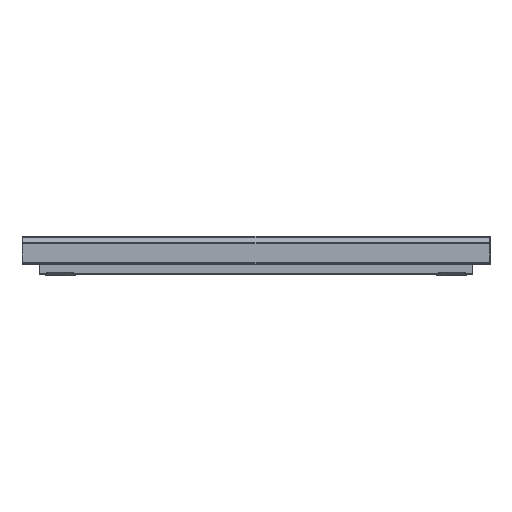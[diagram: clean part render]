
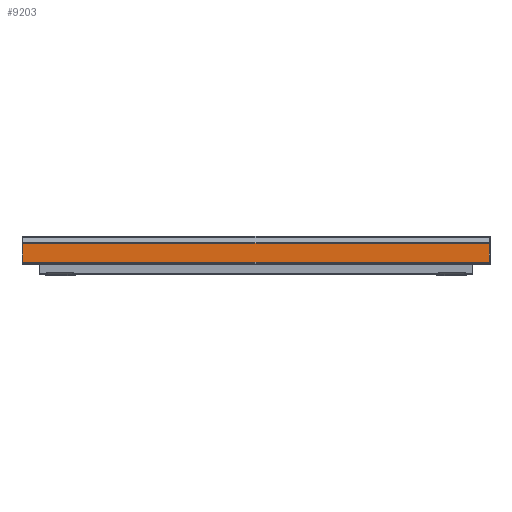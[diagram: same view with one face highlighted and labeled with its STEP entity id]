
A CAD part, top view. The second image highlights one B-rep face of the part: STEP entity #9203.
In plain terms, the highlighted planar face has unit normal (0, 0, 1).
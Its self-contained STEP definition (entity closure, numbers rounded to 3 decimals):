
#976 = AXIS2_PLACEMENT_3D ( 'NONE', #6573, #5400, #9947 ) ;
#1323 = EDGE_CURVE ( 'NONE', #13128, #7357, #14431, .T. ) ;
#2028 = DIRECTION ( 'NONE',  ( 1., 0., 0. ) ) ;
#2111 = LINE ( 'NONE', #12851, #10056 ) ;
#3454 = CARTESIAN_POINT ( 'NONE',  ( 627.5, -19.054, 543. ) ) ;
#4000 = CARTESIAN_POINT ( 'NONE',  ( -627.5, -19.054, 543. ) ) ;
#4173 = CARTESIAN_POINT ( 'NONE',  ( -627.5, -69.906, 543. ) ) ;
#4367 = CARTESIAN_POINT ( 'NONE',  ( 627.5, -19.054, 543. ) ) ;
#5000 = VECTOR ( 'NONE', #9684, 1000. ) ;
#5400 = DIRECTION ( 'NONE',  ( 0., 0., 1. ) ) ;
#5691 = CARTESIAN_POINT ( 'NONE',  ( -627.5, -19.054, 543. ) ) ;
#6573 = CARTESIAN_POINT ( 'NONE',  ( -627.5, -19.054, 543. ) ) ;
#6696 = VERTEX_POINT ( 'NONE', #7422 ) ;
#6857 = ORIENTED_EDGE ( 'NONE', *, *, #9815, .F. ) ;
#7357 = VERTEX_POINT ( 'NONE', #10150 ) ;
#7422 = CARTESIAN_POINT ( 'NONE',  ( -627.5, -69.906, 543. ) ) ;
#9067 = ORIENTED_EDGE ( 'NONE', *, *, #14295, .T. ) ;
#9203 = ADVANCED_FACE ( 'NONE', ( #14937 ), #12423, .T. ) ;
#9684 = DIRECTION ( 'NONE',  ( 0., -1., 0. ) ) ;
#9815 = EDGE_CURVE ( 'NONE', #11663, #13128, #2111, .T. ) ;
#9947 = DIRECTION ( 'NONE',  ( 1., 0., 0. ) ) ;
#10056 = VECTOR ( 'NONE', #14104, 1000. ) ;
#10150 = CARTESIAN_POINT ( 'NONE',  ( 627.5, -69.906, 543. ) ) ;
#11330 = VECTOR ( 'NONE', #2028, 1000. ) ;
#11663 = VERTEX_POINT ( 'NONE', #4000 ) ;
#12423 = PLANE ( 'NONE',  #976 ) ;
#12708 = EDGE_CURVE ( 'NONE', #6696, #7357, #14040, .T. ) ;
#12851 = CARTESIAN_POINT ( 'NONE',  ( -627.5, -19.054, 543. ) ) ;
#13128 = VERTEX_POINT ( 'NONE', #4367 ) ;
#13200 = ORIENTED_EDGE ( 'NONE', *, *, #12708, .T. ) ;
#14040 = LINE ( 'NONE', #4173, #11330 ) ;
#14104 = DIRECTION ( 'NONE',  ( 1., 0., 0. ) ) ;
#14202 = LINE ( 'NONE', #5691, #14650 ) ;
#14295 = EDGE_CURVE ( 'NONE', #11663, #6696, #14202, .T. ) ;
#14360 = DIRECTION ( 'NONE',  ( 0., -1., 0. ) ) ;
#14431 = LINE ( 'NONE', #3454, #5000 ) ;
#14650 = VECTOR ( 'NONE', #14360, 1000. ) ;
#14741 = ORIENTED_EDGE ( 'NONE', *, *, #1323, .F. ) ;
#14902 = EDGE_LOOP ( 'NONE', ( #13200, #14741, #6857, #9067 ) ) ;
#14937 = FACE_OUTER_BOUND ( 'NONE', #14902, .T. ) ;
